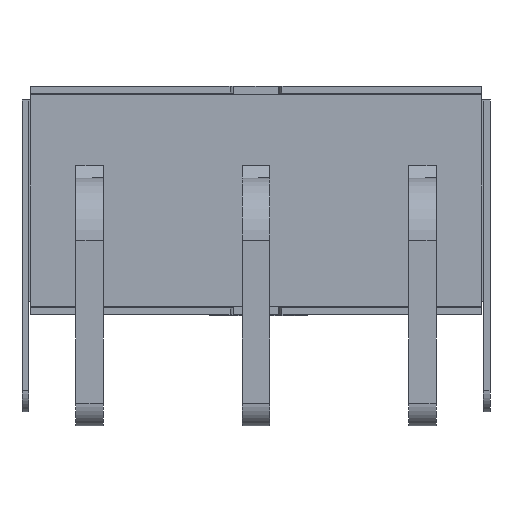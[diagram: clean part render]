
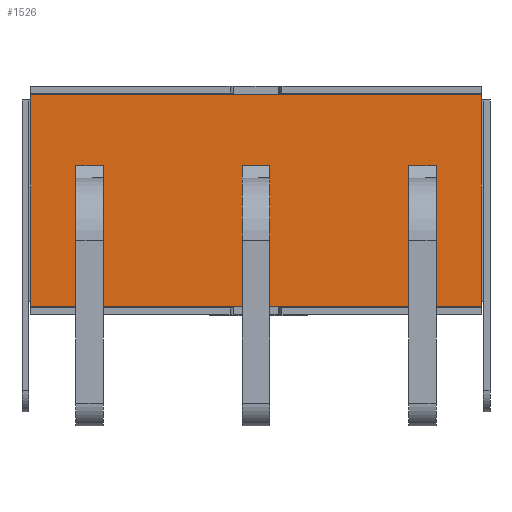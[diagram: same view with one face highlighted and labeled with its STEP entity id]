
A CAD part, front view. The second image highlights one B-rep face of the part: STEP entity #1526.
In plain terms, the highlighted planar face has unit normal (0, -1, 0).
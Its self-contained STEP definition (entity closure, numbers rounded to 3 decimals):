
#64=DIRECTION('',(-1.,0.,0.));
#65=VECTOR('',#64,0.8);
#66=CARTESIAN_POINT('',(5.2,-0.094,2.494));
#67=LINE('',#66,#65);
#68=DIRECTION('',(-1.,0.,0.));
#69=VECTOR('',#68,13.);
#70=CARTESIAN_POINT('',(6.5,-0.094,0.444));
#71=LINE('',#70,#69);
#72=DIRECTION('',(0.,0.,-1.));
#73=VECTOR('',#72,6.1);
#74=CARTESIAN_POINT('',(6.5,-0.094,6.544));
#75=LINE('',#74,#73);
#76=DIRECTION('',(0.,0.,-1.));
#77=VECTOR('',#76,2.);
#78=CARTESIAN_POINT('',(4.4,-0.094,4.494));
#79=LINE('',#78,#77);
#80=DIRECTION('',(0.,0.,1.));
#81=VECTOR('',#80,2.);
#82=CARTESIAN_POINT('',(5.2,-0.094,2.494));
#83=LINE('',#82,#81);
#84=DIRECTION('',(0.,0.,-1.));
#85=VECTOR('',#84,2.);
#86=CARTESIAN_POINT('',(-0.4,-0.094,
4.494));
#87=LINE('',#86,#85);
#88=DIRECTION('',(0.,0.,1.));
#89=VECTOR('',#88,2.);
#90=CARTESIAN_POINT('',(0.4,-0.094,2.494));
#91=LINE('',#90,#89);
#92=DIRECTION('',(0.,0.,-1.));
#93=VECTOR('',#92,2.);
#94=CARTESIAN_POINT('',(-5.2,-0.094,4.494));
#95=LINE('',#94,#93);
#96=DIRECTION('',(0.,0.,1.));
#97=VECTOR('',#96,2.);
#98=CARTESIAN_POINT('',(-4.4,-0.094,2.494));
#99=LINE('',#98,#97);
#145=DIRECTION('',(0.,0.,-1.));
#146=VECTOR('',#145,6.1);
#147=CARTESIAN_POINT('',(-6.5,-0.094,
6.544));
#148=LINE('',#147,#146);
#177=DIRECTION('',(-1.,0.,0.));
#178=VECTOR('',#177,13.);
#179=CARTESIAN_POINT('',(6.5,-0.094,6.544));
#180=LINE('',#179,#178);
#679=DIRECTION('',(1.,0.,0.));
#680=VECTOR('',#679,0.8);
#681=CARTESIAN_POINT('',(4.4,-0.094,4.494));
#682=LINE('',#681,#680);
#813=DIRECTION('',(-1.,0.,0.));
#814=VECTOR('',#813,0.8);
#815=CARTESIAN_POINT('',(0.4,-0.094,
2.494));
#816=LINE('',#815,#814);
#881=DIRECTION('',(1.,0.,0.));
#882=VECTOR('',#881,0.8);
#883=CARTESIAN_POINT('',(-0.4,-0.094,
4.494));
#884=LINE('',#883,#882);
#971=DIRECTION('',(-1.,0.,0.));
#972=VECTOR('',#971,0.8);
#973=CARTESIAN_POINT('',(-4.4,-0.094,
2.494));
#974=LINE('',#973,#972);
#1039=DIRECTION('',(1.,0.,0.));
#1040=VECTOR('',#1039,0.8);
#1041=CARTESIAN_POINT('',(-5.2,-0.094,
4.494));
#1042=LINE('',#1041,#1040);
#1061=CARTESIAN_POINT('',(5.2,-0.094,
2.494));
#1062=VERTEX_POINT('',#1061);
#1075=CARTESIAN_POINT('',(5.2,-0.094,
4.494));
#1076=VERTEX_POINT('',#1075);
#1077=CARTESIAN_POINT('',(4.4,-0.094,
2.494));
#1078=VERTEX_POINT('',#1077);
#1079=CARTESIAN_POINT('',(6.5,-0.094,
0.444));
#1080=CARTESIAN_POINT('',(-6.5,-0.094,
0.444));
#1081=VERTEX_POINT('',#1079);
#1082=VERTEX_POINT('',#1080);
#1083=CARTESIAN_POINT('',(-6.5,-0.094,
6.544));
#1084=VERTEX_POINT('',#1083);
#1085=CARTESIAN_POINT('',(6.5,-0.094,
6.544));
#1086=VERTEX_POINT('',#1085);
#1087=CARTESIAN_POINT('',(4.4,-0.094,
4.494));
#1088=VERTEX_POINT('',#1087);
#1089=CARTESIAN_POINT('',(-0.4,-0.094,
4.494));
#1090=CARTESIAN_POINT('',(-0.4,-0.094,
2.494));
#1091=VERTEX_POINT('',#1089);
#1092=VERTEX_POINT('',#1090);
#1093=CARTESIAN_POINT('',(0.4,-0.094,
2.494));
#1094=VERTEX_POINT('',#1093);
#1095=CARTESIAN_POINT('',(0.4,-0.094,
4.494));
#1096=VERTEX_POINT('',#1095);
#1097=CARTESIAN_POINT('',(-5.2,-0.094,
4.494));
#1098=CARTESIAN_POINT('',(-5.2,-0.094,
2.494));
#1099=VERTEX_POINT('',#1097);
#1100=VERTEX_POINT('',#1098);
#1101=CARTESIAN_POINT('',(-4.4,-0.094,
2.494));
#1102=VERTEX_POINT('',#1101);
#1103=CARTESIAN_POINT('',(-4.4,-0.094,
4.494));
#1104=VERTEX_POINT('',#1103);
#1483=CARTESIAN_POINT('',(-6.5,-0.094,
0.444));
#1484=DIRECTION('',(0.,-1.,0.));
#1485=DIRECTION('',(1.,0.,0.));
#1486=AXIS2_PLACEMENT_3D('',#1483,#1484,#1485);
#1487=PLANE('',#1486);
#1489=ORIENTED_EDGE('',*,*,#1488,.T.);
#1491=ORIENTED_EDGE('',*,*,#1490,.F.);
#1493=ORIENTED_EDGE('',*,*,#1492,.F.);
#1495=ORIENTED_EDGE('',*,*,#1494,.T.);
#1496=EDGE_LOOP('',(#1489,#1491,#1493,#1495));
#1497=FACE_OUTER_BOUND('',#1496,.F.);
#1499=ORIENTED_EDGE('',*,*,#1498,.T.);
#1500=ORIENTED_EDGE('',*,*,#1476,.F.);
#1501=ORIENTED_EDGE('',*,*,#1464,.T.);
#1503=ORIENTED_EDGE('',*,*,#1502,.F.);
#1504=EDGE_LOOP('',(#1499,#1500,#1501,#1503));
#1505=FACE_BOUND('',#1504,.F.);
#1507=ORIENTED_EDGE('',*,*,#1506,.T.);
#1509=ORIENTED_EDGE('',*,*,#1508,.F.);
#1511=ORIENTED_EDGE('',*,*,#1510,.T.);
#1513=ORIENTED_EDGE('',*,*,#1512,.F.);
#1514=EDGE_LOOP('',(#1507,#1509,#1511,#1513));
#1515=FACE_BOUND('',#1514,.F.);
#1517=ORIENTED_EDGE('',*,*,#1516,.T.);
#1519=ORIENTED_EDGE('',*,*,#1518,.F.);
#1521=ORIENTED_EDGE('',*,*,#1520,.T.);
#1523=ORIENTED_EDGE('',*,*,#1522,.F.);
#1524=EDGE_LOOP('',(#1517,#1519,#1521,#1523));
#1525=FACE_BOUND('',#1524,.F.);
#1526=ADVANCED_FACE('',(#1497,#1505,#1515,#1525),#1487,.T.);
#1464=EDGE_CURVE('',#1062,#1076,#83,.T.);
#1476=EDGE_CURVE('',#1062,#1078,#67,.T.);
#1488=EDGE_CURVE('',#1081,#1082,#71,.T.);
#1490=EDGE_CURVE('',#1084,#1082,#148,.T.);
#1492=EDGE_CURVE('',#1086,#1084,#180,.T.);
#1494=EDGE_CURVE('',#1086,#1081,#75,.T.);
#1498=EDGE_CURVE('',#1088,#1078,#79,.T.);
#1502=EDGE_CURVE('',#1088,#1076,#682,.T.);
#1506=EDGE_CURVE('',#1091,#1092,#87,.T.);
#1508=EDGE_CURVE('',#1094,#1092,#816,.T.);
#1510=EDGE_CURVE('',#1094,#1096,#91,.T.);
#1512=EDGE_CURVE('',#1091,#1096,#884,.T.);
#1516=EDGE_CURVE('',#1099,#1100,#95,.T.);
#1518=EDGE_CURVE('',#1102,#1100,#974,.T.);
#1520=EDGE_CURVE('',#1102,#1104,#99,.T.);
#1522=EDGE_CURVE('',#1099,#1104,#1042,.T.);
